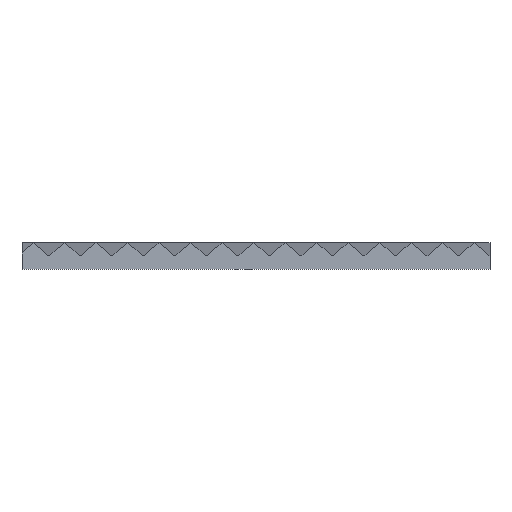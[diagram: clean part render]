
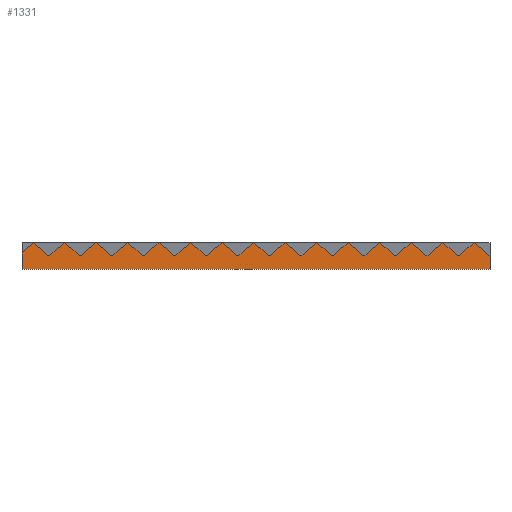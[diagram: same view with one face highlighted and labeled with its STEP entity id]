
A CAD part, left-side view. The second image highlights one B-rep face of the part: STEP entity #1331.
In plain terms, the highlighted planar face has unit normal (-1, 0, 0).
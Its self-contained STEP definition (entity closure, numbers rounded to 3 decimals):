
#77=FACE_OUTER_BOUND('',#142,.T.);
#142=EDGE_LOOP('',(#1134,#1135,#1136,#1137,#1138,#1139,#1140,#1141,#1142,
#1143,#1144,#1145,#1146,#1147,#1148,#1149,#1150,#1151,#1152,#1153,#1154,
#1155,#1156,#1157,#1158,#1159,#1160,#1161,#1162,#1163,#1164,#1165,#1166));
#147=LINE('',#1746,#334);
#151=LINE('',#1755,#338);
#155=LINE('',#1764,#342);
#159=LINE('',#1773,#346);
#163=LINE('',#1782,#350);
#167=LINE('',#1791,#354);
#171=LINE('',#1800,#358);
#175=LINE('',#1809,#362);
#179=LINE('',#1818,#366);
#183=LINE('',#1827,#370);
#187=LINE('',#1836,#374);
#191=LINE('',#1845,#378);
#195=LINE('',#1854,#382);
#197=LINE('',#1858,#384);
#201=LINE('',#1867,#388);
#204=LINE('',#1871,#391);
#206=LINE('',#1874,#393);
#208=LINE('',#1877,#395);
#210=LINE('',#1880,#397);
#212=LINE('',#1883,#399);
#214=LINE('',#1886,#401);
#216=LINE('',#1889,#403);
#218=LINE('',#1892,#405);
#220=LINE('',#1895,#407);
#222=LINE('',#1898,#409);
#224=LINE('',#1901,#411);
#226=LINE('',#1904,#413);
#228=LINE('',#1907,#415);
#229=LINE('',#1910,#416);
#235=LINE('',#1921,#422);
#268=LINE('',#1989,#455);
#329=LINE('',#2109,#516);
#330=LINE('',#2111,#517);
#334=VECTOR('',#1425,10.);
#338=VECTOR('',#1431,10.);
#342=VECTOR('',#1437,10.);
#346=VECTOR('',#1443,10.);
#350=VECTOR('',#1449,10.);
#354=VECTOR('',#1455,10.);
#358=VECTOR('',#1461,10.);
#362=VECTOR('',#1467,10.);
#366=VECTOR('',#1473,10.);
#370=VECTOR('',#1479,10.);
#374=VECTOR('',#1485,10.);
#378=VECTOR('',#1491,10.);
#382=VECTOR('',#1497,10.);
#384=VECTOR('',#1501,10.);
#388=VECTOR('',#1507,10.);
#391=VECTOR('',#1512,10.);
#393=VECTOR('',#1516,10.);
#395=VECTOR('',#1520,10.);
#397=VECTOR('',#1524,10.);
#399=VECTOR('',#1528,10.);
#401=VECTOR('',#1532,10.);
#403=VECTOR('',#1536,10.);
#405=VECTOR('',#1540,10.);
#407=VECTOR('',#1544,10.);
#409=VECTOR('',#1548,10.);
#411=VECTOR('',#1552,10.);
#413=VECTOR('',#1556,10.);
#415=VECTOR('',#1560,10.);
#416=VECTOR('',#1563,10.);
#422=VECTOR('',#1571,10.);
#455=VECTOR('',#1608,10.);
#516=VECTOR('',#1729,10.);
#517=VECTOR('',#1732,10.);
#521=VERTEX_POINT('',#1743);
#522=VERTEX_POINT('',#1745);
#525=VERTEX_POINT('',#1752);
#526=VERTEX_POINT('',#1754);
#529=VERTEX_POINT('',#1761);
#530=VERTEX_POINT('',#1763);
#533=VERTEX_POINT('',#1770);
#534=VERTEX_POINT('',#1772);
#537=VERTEX_POINT('',#1779);
#538=VERTEX_POINT('',#1781);
#541=VERTEX_POINT('',#1788);
#542=VERTEX_POINT('',#1790);
#545=VERTEX_POINT('',#1797);
#546=VERTEX_POINT('',#1799);
#549=VERTEX_POINT('',#1806);
#550=VERTEX_POINT('',#1808);
#553=VERTEX_POINT('',#1815);
#554=VERTEX_POINT('',#1817);
#557=VERTEX_POINT('',#1824);
#558=VERTEX_POINT('',#1826);
#561=VERTEX_POINT('',#1833);
#562=VERTEX_POINT('',#1835);
#565=VERTEX_POINT('',#1842);
#566=VERTEX_POINT('',#1844);
#569=VERTEX_POINT('',#1851);
#570=VERTEX_POINT('',#1853);
#571=VERTEX_POINT('',#1857);
#573=VERTEX_POINT('',#1863);
#575=VERTEX_POINT('',#1866);
#576=VERTEX_POINT('',#1909);
#580=VERTEX_POINT('',#1919);
#612=VERTEX_POINT('',#1986);
#613=VERTEX_POINT('',#1988);
#645=EDGE_CURVE('',#522,#521,#147,.T.);
#649=EDGE_CURVE('',#526,#525,#151,.T.);
#653=EDGE_CURVE('',#530,#529,#155,.T.);
#657=EDGE_CURVE('',#534,#533,#159,.T.);
#661=EDGE_CURVE('',#538,#537,#163,.T.);
#665=EDGE_CURVE('',#542,#541,#167,.T.);
#669=EDGE_CURVE('',#546,#545,#171,.T.);
#673=EDGE_CURVE('',#550,#549,#175,.T.);
#677=EDGE_CURVE('',#554,#553,#179,.T.);
#681=EDGE_CURVE('',#558,#557,#183,.T.);
#685=EDGE_CURVE('',#562,#561,#187,.T.);
#689=EDGE_CURVE('',#566,#565,#191,.T.);
#693=EDGE_CURVE('',#570,#569,#195,.T.);
#695=EDGE_CURVE('',#571,#570,#197,.T.);
#699=EDGE_CURVE('',#575,#573,#201,.T.);
#702=EDGE_CURVE('',#521,#575,#204,.T.);
#704=EDGE_CURVE('',#525,#522,#206,.T.);
#706=EDGE_CURVE('',#529,#526,#208,.T.);
#708=EDGE_CURVE('',#533,#530,#210,.T.);
#710=EDGE_CURVE('',#537,#534,#212,.T.);
#712=EDGE_CURVE('',#541,#538,#214,.T.);
#714=EDGE_CURVE('',#545,#542,#216,.T.);
#716=EDGE_CURVE('',#549,#546,#218,.T.);
#718=EDGE_CURVE('',#553,#550,#220,.T.);
#720=EDGE_CURVE('',#557,#554,#222,.T.);
#722=EDGE_CURVE('',#561,#558,#224,.T.);
#724=EDGE_CURVE('',#565,#562,#226,.T.);
#726=EDGE_CURVE('',#569,#566,#228,.T.);
#727=EDGE_CURVE('',#576,#571,#229,.T.);
#733=EDGE_CURVE('',#580,#573,#235,.T.);
#766=EDGE_CURVE('',#613,#612,#268,.T.);
#827=EDGE_CURVE('',#612,#576,#329,.T.);
#828=EDGE_CURVE('',#613,#580,#330,.T.);
#1134=ORIENTED_EDGE('',*,*,#699,.T.);
#1135=ORIENTED_EDGE('',*,*,#733,.F.);
#1136=ORIENTED_EDGE('',*,*,#828,.F.);
#1137=ORIENTED_EDGE('',*,*,#766,.T.);
#1138=ORIENTED_EDGE('',*,*,#827,.T.);
#1139=ORIENTED_EDGE('',*,*,#727,.T.);
#1140=ORIENTED_EDGE('',*,*,#695,.T.);
#1141=ORIENTED_EDGE('',*,*,#693,.T.);
#1142=ORIENTED_EDGE('',*,*,#726,.T.);
#1143=ORIENTED_EDGE('',*,*,#689,.T.);
#1144=ORIENTED_EDGE('',*,*,#724,.T.);
#1145=ORIENTED_EDGE('',*,*,#685,.T.);
#1146=ORIENTED_EDGE('',*,*,#722,.T.);
#1147=ORIENTED_EDGE('',*,*,#681,.T.);
#1148=ORIENTED_EDGE('',*,*,#720,.T.);
#1149=ORIENTED_EDGE('',*,*,#677,.T.);
#1150=ORIENTED_EDGE('',*,*,#718,.T.);
#1151=ORIENTED_EDGE('',*,*,#673,.T.);
#1152=ORIENTED_EDGE('',*,*,#716,.T.);
#1153=ORIENTED_EDGE('',*,*,#669,.T.);
#1154=ORIENTED_EDGE('',*,*,#714,.T.);
#1155=ORIENTED_EDGE('',*,*,#665,.T.);
#1156=ORIENTED_EDGE('',*,*,#712,.T.);
#1157=ORIENTED_EDGE('',*,*,#661,.T.);
#1158=ORIENTED_EDGE('',*,*,#710,.T.);
#1159=ORIENTED_EDGE('',*,*,#657,.T.);
#1160=ORIENTED_EDGE('',*,*,#708,.T.);
#1161=ORIENTED_EDGE('',*,*,#653,.T.);
#1162=ORIENTED_EDGE('',*,*,#706,.T.);
#1163=ORIENTED_EDGE('',*,*,#649,.T.);
#1164=ORIENTED_EDGE('',*,*,#704,.T.);
#1165=ORIENTED_EDGE('',*,*,#645,.T.);
#1166=ORIENTED_EDGE('',*,*,#702,.T.);
#1266=PLANE('',#1416);
#1331=ADVANCED_FACE('',(#77),#1266,.T.);
#1416=AXIS2_PLACEMENT_3D('',#2110,#1730,#1731);
#1425=DIRECTION('',(0.,0.762,-0.647));
#1431=DIRECTION('',(0.,0.762,-0.647));
#1437=DIRECTION('',(0.,0.762,-0.647));
#1443=DIRECTION('',(0.,0.762,-0.647));
#1449=DIRECTION('',(0.,0.762,-0.647));
#1455=DIRECTION('',(0.,0.762,-0.647));
#1461=DIRECTION('',(0.,0.762,-0.647));
#1467=DIRECTION('',(0.,0.762,-0.647));
#1473=DIRECTION('',(0.,0.762,-0.647));
#1479=DIRECTION('',(0.,0.762,-0.647));
#1485=DIRECTION('',(0.,0.762,-0.647));
#1491=DIRECTION('',(0.,0.762,-0.647));
#1497=DIRECTION('',(0.,0.762,-0.647));
#1501=DIRECTION('',(0.,0.762,0.647));
#1507=DIRECTION('',(0.,0.762,-0.647));
#1512=DIRECTION('',(0.,0.762,0.647));
#1516=DIRECTION('',(0.,0.762,0.647));
#1520=DIRECTION('',(0.,0.762,0.647));
#1524=DIRECTION('',(0.,0.762,0.647));
#1528=DIRECTION('',(0.,0.762,0.647));
#1532=DIRECTION('',(0.,0.762,0.647));
#1536=DIRECTION('',(0.,0.762,0.647));
#1540=DIRECTION('',(0.,0.762,0.647));
#1544=DIRECTION('',(0.,0.762,0.647));
#1548=DIRECTION('',(0.,0.762,0.647));
#1552=DIRECTION('',(0.,0.762,0.647));
#1556=DIRECTION('',(0.,0.762,0.647));
#1560=DIRECTION('',(0.,0.762,0.647));
#1563=DIRECTION('',(0.,0.762,-0.647));
#1571=DIRECTION('',(0.,0.,1.));
#1608=DIRECTION('',(0.,0.,1.));
#1729=DIRECTION('',(0.,0.762,0.647));
#1730=DIRECTION('center_axis',(-1.,0.,0.));
#1731=DIRECTION('ref_axis',(0.,-1.,0.));
#1732=DIRECTION('',(0.,1.,0.));
#1743=CARTESIAN_POINT('',(-105.,92.99,6.));
#1745=CARTESIAN_POINT('',(-105.,85.919,12.));
#1746=CARTESIAN_POINT('',(-105.,99.707,0.3));
#1752=CARTESIAN_POINT('',(-105.,78.848,6.));
#1754=CARTESIAN_POINT('',(-105.,71.777,12.));
#1755=CARTESIAN_POINT('',(-105.,91.731,-4.932));
#1761=CARTESIAN_POINT('',(-105.,64.706,6.));
#1763=CARTESIAN_POINT('',(-105.,57.635,12.));
#1764=CARTESIAN_POINT('',(-105.,83.756,-10.165));
#1770=CARTESIAN_POINT('',(-105.,50.563,6.));
#1772=CARTESIAN_POINT('',(-105.,43.492,12.));
#1773=CARTESIAN_POINT('',(-105.,75.78,-15.397));
#1779=CARTESIAN_POINT('',(-105.,36.421,6.));
#1781=CARTESIAN_POINT('',(-105.,29.35,12.));
#1782=CARTESIAN_POINT('',(-105.,67.805,-20.63));
#1788=CARTESIAN_POINT('',(-105.,22.279,6.));
#1790=CARTESIAN_POINT('',(-105.,15.208,12.));
#1791=CARTESIAN_POINT('',(-105.,59.829,-25.862));
#1797=CARTESIAN_POINT('',(-105.,8.137,6.));
#1799=CARTESIAN_POINT('',(-105.,1.066,12.));
#1800=CARTESIAN_POINT('',(-105.,51.854,-31.095));
#1806=CARTESIAN_POINT('',(-105.,-6.005,6.));
#1808=CARTESIAN_POINT('',(-105.,-13.076,12.));
#1809=CARTESIAN_POINT('',(-105.,43.878,-36.327));
#1815=CARTESIAN_POINT('',(-105.,-20.147,6.));
#1817=CARTESIAN_POINT('',(-105.,-27.218,12.));
#1818=CARTESIAN_POINT('',(-105.,35.903,-41.56));
#1824=CARTESIAN_POINT('',(-105.,-34.289,6.));
#1826=CARTESIAN_POINT('',(-105.,-41.36,12.));
#1827=CARTESIAN_POINT('',(-105.,27.927,-46.793));
#1833=CARTESIAN_POINT('',(-105.,-48.431,6.));
#1835=CARTESIAN_POINT('',(-105.,-55.503,12.));
#1836=CARTESIAN_POINT('',(-105.,19.952,-52.025));
#1842=CARTESIAN_POINT('',(-105.,-62.574,6.));
#1844=CARTESIAN_POINT('',(-105.,-69.645,12.));
#1845=CARTESIAN_POINT('',(-105.,11.976,-57.258));
#1851=CARTESIAN_POINT('',(-105.,-76.716,6.));
#1853=CARTESIAN_POINT('',(-105.,-83.787,12.));
#1854=CARTESIAN_POINT('',(-105.,4.001,-62.49));
#1857=CARTESIAN_POINT('',(-105.,-90.858,6.));
#1858=CARTESIAN_POINT('',(-105.,-4.427,79.339));
#1863=CARTESIAN_POINT('',(-105.,105.,7.809));
#1866=CARTESIAN_POINT('',(-105.,100.061,12.));
#1867=CARTESIAN_POINT('',(-105.,107.682,5.533));
#1871=CARTESIAN_POINT('',(-105.,99.255,11.316));
#1874=CARTESIAN_POINT('',(-105.,91.279,16.548));
#1877=CARTESIAN_POINT('',(-105.,83.304,21.781));
#1880=CARTESIAN_POINT('',(-105.,75.328,27.013));
#1883=CARTESIAN_POINT('',(-105.,67.353,32.246));
#1886=CARTESIAN_POINT('',(-105.,59.377,37.479));
#1889=CARTESIAN_POINT('',(-105.,51.402,42.711));
#1892=CARTESIAN_POINT('',(-105.,43.426,47.944));
#1895=CARTESIAN_POINT('',(-105.,35.451,53.176));
#1898=CARTESIAN_POINT('',(-105.,27.475,58.409));
#1901=CARTESIAN_POINT('',(-105.,19.5,63.641));
#1904=CARTESIAN_POINT('',(-105.,11.524,68.874));
#1907=CARTESIAN_POINT('',(-105.,3.549,74.107));
#1909=CARTESIAN_POINT('',(-105.,-97.929,12.));
#1910=CARTESIAN_POINT('',(-105.,-3.975,-67.723));
#1919=CARTESIAN_POINT('',(-105.,105.,0.));
#1921=CARTESIAN_POINT('',(-105.,105.,0.));
#1986=CARTESIAN_POINT('',(-105.,-105.,6.));
#1988=CARTESIAN_POINT('',(-105.,-105.,0.));
#1989=CARTESIAN_POINT('',(-105.,-105.,0.));
#2109=CARTESIAN_POINT('',(-105.,-12.402,84.572));
#2110=CARTESIAN_POINT('Origin',(-105.,105.,0.));
#2111=CARTESIAN_POINT('',(-105.,-105.,0.));
